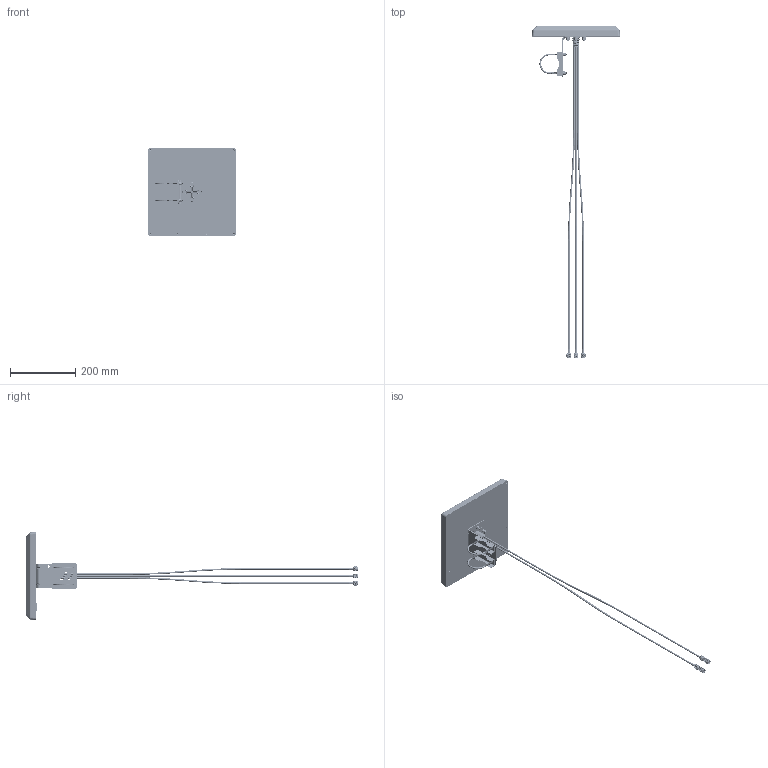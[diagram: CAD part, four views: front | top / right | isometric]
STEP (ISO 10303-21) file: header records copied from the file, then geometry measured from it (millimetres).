
FILE_DESCRIPTION (( 'STEP AP214' ), '1' );
FILE_NAME ('FMANFP1081_3D.step', '2024-03-05T16:43:30', ( '' ), ( '' ), 'SwSTEP 2.0', 'SolidWorks 2022', '' );
FILE_SCHEMA (( 'AUTOMOTIVE_DESIGN' ));
Length unit declared in the file: inch
Products named in the file (19): KA3X10^PEANFP1078_FMANFP1081; JM_TA_01^JM_TA_ASM_PEANFP1078_FMANFP1081; TANJIE_6^JM_TA_ASM_PEANFP1078_FMANFP1081; WXEPB7006R_06^PEANFP1078_FMANFP1081; DIANPIAN_6X13X1^JM_TA_ASM_PEANFP1078_FMANFP1081; LUOMU_M6^JM_TA_ASM_PEANFP1078_FMANFP1081; JM_TA_03^JM_TA_ASM_PEANFP1078_FMANFP1081; DIANPIAN_6^PEANFP1078_FMANFP1081; TANJIE_6^PEANFP1078_FMANFP1081; LUOMU_M6^PEANFP1078_FMANFP1081; JM_TA_ASM^PEANFP1078_FMANFP1081; DIANLAN122^PEANFP1078_FMANFP1081; PEANFP1078^FMANFP1081; DIBAN33^PEANFP1078_FMANFP1081; FMANFP1081_3D; LUOZHU-4^PEANFP1078_FMANFP1081; PE4664-LV_Assembled; Part50^FMANFP1081; JM_TA_02^JM_TA_ASM_PEANFP1078_FMANFP1081
Assembly tree (52 placements, depth 4):
  FMANFP1081_3D
    PEANFP1078^FMANFP1081
      JM_TA_ASM^PEANFP1078_FMANFP1081
        JM_TA_01^JM_TA_ASM_PEANFP1078_FMANFP1081
        JM_TA_02^JM_TA_ASM_PEANFP1078_FMANFP1081  x2
        JM_TA_03^JM_TA_ASM_PEANFP1078_FMANFP1081  x2
        DIANPIAN_6X13X1^JM_TA_ASM_PEANFP1078_FMANFP1081  x4
        TANJIE_6^JM_TA_ASM_PEANFP1078_FMANFP1081  x4
        LUOMU_M6^JM_TA_ASM_PEANFP1078_FMANFP1081  x4
      WXEPB7006R_06^PEANFP1078_FMANFP1081
      DIBAN33^PEANFP1078_FMANFP1081
      KA3X10^PEANFP1078_FMANFP1081  x12
      DIANPIAN_6^PEANFP1078_FMANFP1081  x4
      TANJIE_6^PEANFP1078_FMANFP1081  x4
      LUOMU_M6^PEANFP1078_FMANFP1081  x4
      LUOZHU-4^PEANFP1078_FMANFP1081
      DIANLAN122^PEANFP1078_FMANFP1081
    Part50^FMANFP1081
    PE4664-LV_Assembled  x4
Bounding box: 270 x 1016 x 270 mm (x, y, z)
Volume: 497659.7 mm3; surface area: 493945.8 mm2
Topology: 53 solids, 53 shells, 12729 faces, 28738 edges, 16153 vertices
Faces by surface type: bspline 8548, cylinder 2910, plane 763, cone 452, torus 56
Entity records: 189764 total; most frequent: CARTESIAN_POINT 129124, ORIENTED_EDGE 17496, EDGE_CURVE 8748, DIRECTION 5918, VERTEX_POINT 5088, EDGE_LOOP 3850, B_SPLINE_CURVE_WITH_KNOTS 3814, ADVANCED_FACE 3725
